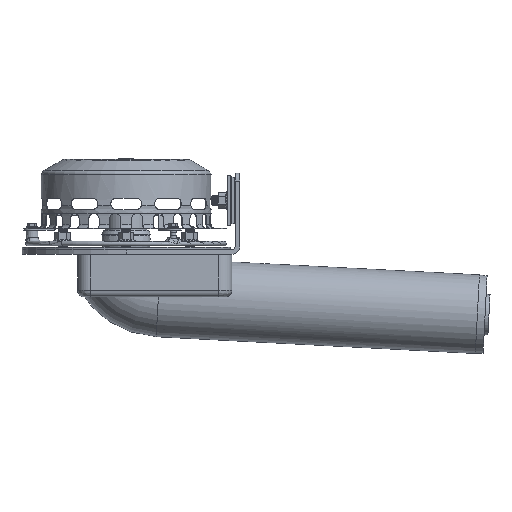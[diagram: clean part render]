
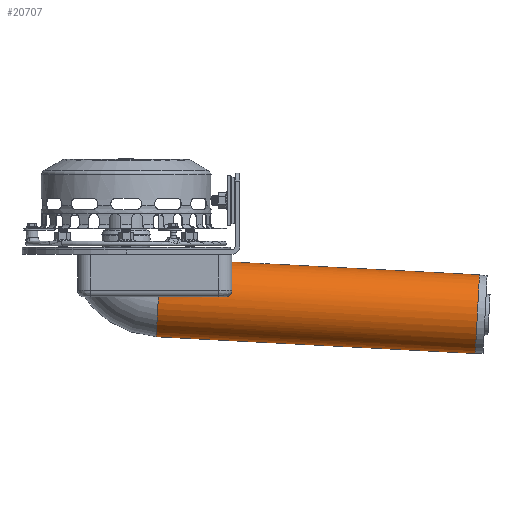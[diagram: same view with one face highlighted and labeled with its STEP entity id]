
A CAD part, front view. The second image highlights one B-rep face of the part: STEP entity #20707.
In plain terms, the highlighted cylindrical face has radius 510 mm (diameter 1020 mm), a full revolution.
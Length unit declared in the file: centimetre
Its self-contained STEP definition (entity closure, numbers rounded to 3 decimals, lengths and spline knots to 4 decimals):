
#838=B_SPLINE_CURVE_WITH_KNOTS('',3,(#45229,#45230,#45231,#45232,#45233,
#45234,#45235,#45236,#45237,#45238,#45239,#45240,#45241,#45242,#45243,#45244,
#45245,#45246,#45247,#45248),.UNSPECIFIED.,.F.,.F.,(4,2,2,2,2,2,2,2,2,4),
(0.4412,1.5981,3.1963,4.7944,6.3926,
8.0318,9.671,11.3102,12.9495,13.4084),
 .UNSPECIFIED.);
#840=B_SPLINE_CURVE_WITH_KNOTS('',3,(#45274,#45275,#45276,#45277,#45278,
#45279,#45280,#45281,#45282,#45283,#45284,#45285,#45286,#45287,#45288,#45289,
#45290,#45291,#45292,#45293),.UNSPECIFIED.,.F.,.F.,(4,2,2,2,2,2,2,2,2,4),
(-13.4084,-12.9495,-11.3102,-9.671,
-8.0318,-6.3926,-4.7944,-3.1963,
-1.5981,-0.4412),.UNSPECIFIED.);
#864=ELLIPSE('',#23357,51.07,51.);
#867=ELLIPSE('',#23363,974.4735,51.);
#868=ELLIPSE('',#23364,974.4735,51.);
#1415=CYLINDRICAL_SURFACE('',#23372,51.);
#2593=LINE('',#45486,#3788);
#3788=VECTOR('',#29815,51.);
#5456=FACE_OUTER_BOUND('',#6856,.T.);
#6856=EDGE_LOOP('',(#19037,#19038,#19039,#19040,#19041,#19042,#19043,#19044,
#19045,#19046));
#8200=CIRCLE('',#23354,51.);
#8201=CIRCLE('',#23366,51.);
#8202=CIRCLE('',#23367,51.);
#9970=VERTEX_POINT('',#45194);
#9973=VERTEX_POINT('',#45201);
#9974=VERTEX_POINT('',#45203);
#9976=VERTEX_POINT('',#45228);
#9978=VERTEX_POINT('',#45272);
#9981=VERTEX_POINT('',#45385);
#9982=VERTEX_POINT('',#45387);
#9983=VERTEX_POINT('',#45476);
#12986=EDGE_CURVE('',#9970,#9970,#8200,.T.);
#12990=EDGE_CURVE('',#9974,#9973,#864,.T.);
#12993=EDGE_CURVE('',#9976,#9974,#838,.T.);
#12997=EDGE_CURVE('',#9973,#9978,#840,.T.);
#13001=EDGE_CURVE('',#9981,#9976,#867,.T.);
#13003=EDGE_CURVE('',#9978,#9982,#868,.T.);
#13004=EDGE_CURVE('',#9981,#9983,#8201,.T.);
#13005=EDGE_CURVE('',#9983,#9982,#8202,.T.);
#13009=EDGE_CURVE('',#9983,#9970,#2593,.T.);
#19037=ORIENTED_EDGE('',*,*,#13001,.T.);
#19038=ORIENTED_EDGE('',*,*,#12993,.T.);
#19039=ORIENTED_EDGE('',*,*,#12990,.T.);
#19040=ORIENTED_EDGE('',*,*,#12997,.T.);
#19041=ORIENTED_EDGE('',*,*,#13003,.T.);
#19042=ORIENTED_EDGE('',*,*,#13005,.F.);
#19043=ORIENTED_EDGE('',*,*,#13009,.T.);
#19044=ORIENTED_EDGE('',*,*,#12986,.T.);
#19045=ORIENTED_EDGE('',*,*,#13009,.F.);
#19046=ORIENTED_EDGE('',*,*,#13004,.F.);
#20707=ADVANCED_FACE('',(#5456),#1415,.T.);
#23354=AXIS2_PLACEMENT_3D('',#45195,#29771,#29772);
#23357=AXIS2_PLACEMENT_3D('',#45204,#29779,#29780);
#23363=AXIS2_PLACEMENT_3D('',#45386,#29794,#29795);
#23364=AXIS2_PLACEMENT_3D('',#45474,#29796,#29797);
#23366=AXIS2_PLACEMENT_3D('',#45477,#29800,#29801);
#23367=AXIS2_PLACEMENT_3D('',#45478,#29802,#29803);
#23372=AXIS2_PLACEMENT_3D('',#45485,#29813,#29814);
#29771=DIRECTION('center_axis',(-0.999,0.,
0.052));
#29772=DIRECTION('ref_axis',(0.052,0.,0.999));
#29779=DIRECTION('center_axis',(1.,0.,0.));
#29780=DIRECTION('ref_axis',(0.,0.,
-1.));
#29794=DIRECTION('center_axis',(0.,0.,
-1.));
#29795=DIRECTION('ref_axis',(-1.,0.,0.));
#29796=DIRECTION('center_axis',(0.,0.,
-1.));
#29797=DIRECTION('ref_axis',(-1.,0.,0.));
#29800=DIRECTION('center_axis',(-0.999,0.,
0.052));
#29801=DIRECTION('ref_axis',(-0.052,0.,
-0.999));
#29802=DIRECTION('center_axis',(-0.999,0.,
0.052));
#29803=DIRECTION('ref_axis',(-0.052,0.,
-0.999));
#29813=DIRECTION('center_axis',(-0.999,0.,
0.052));
#29814=DIRECTION('ref_axis',(0.052,0.,0.999));
#29815=DIRECTION('',(0.999,0.,-0.052));
#45194=CARTESIAN_POINT('',(1888.4184,170.9,-69.6503));
#45195=CARTESIAN_POINT('Origin',(1891.0876,170.9,-18.7202));
#45201=CARTESIAN_POINT('',(1573.0659,121.9283,12.2059));
#45203=CARTESIAN_POINT('',(1573.0659,219.8717,12.2059));
#45204=CARTESIAN_POINT('Origin',(1573.0659,170.9,-2.0534));
#45228=CARTESIAN_POINT('',(1564.5659,221.6232,3.7059));
#45229=CARTESIAN_POINT('Ctrl Pts',(1564.5659,221.6232,3.7059));
#45230=CARTESIAN_POINT('Ctrl Pts',(1564.9582,221.621,3.7059));
#45231=CARTESIAN_POINT('Ctrl Pts',(1565.3584,221.616,3.7332));
#45232=CARTESIAN_POINT('Ctrl Pts',(1566.311,221.5961,3.8682));
#45233=CARTESIAN_POINT('Ctrl Pts',(1566.8635,221.5783,4.0028));
#45234=CARTESIAN_POINT('Ctrl Pts',(1567.9289,221.5277,4.379));
#45235=CARTESIAN_POINT('Ctrl Pts',(1568.4427,221.4949,4.621));
#45236=CARTESIAN_POINT('Ctrl Pts',(1569.3989,221.4123,5.1914));
#45237=CARTESIAN_POINT('Ctrl Pts',(1569.8412,221.3626,5.5199));
#45238=CARTESIAN_POINT('Ctrl Pts',(1570.6405,221.246,6.2355));
#45239=CARTESIAN_POINT('Ctrl Pts',(1571.0224,221.1748,6.6485));
#45240=CARTESIAN_POINT('Ctrl Pts',(1571.702,221.0055,7.5533));
#45241=CARTESIAN_POINT('Ctrl Pts',(1571.9998,220.9071,8.045));
#45242=CARTESIAN_POINT('Ctrl Pts',(1572.4881,220.6845,9.0733));
#45243=CARTESIAN_POINT('Ctrl Pts',(1572.6792,220.5599,9.6108));
#45244=CARTESIAN_POINT('Ctrl Pts',(1572.9486,220.2911,10.6919));
#45245=CARTESIAN_POINT('Ctrl Pts',(1573.0268,220.1467,11.2357));
#45246=CARTESIAN_POINT('Ctrl Pts',(1573.062,219.9575,11.9081));
#45247=CARTESIAN_POINT('Ctrl Pts',(1573.0659,219.9151,12.0565));
#45248=CARTESIAN_POINT('Ctrl Pts',(1573.0659,219.8717,12.2059));
#45272=CARTESIAN_POINT('',(1564.5659,120.1768,3.7059));
#45274=CARTESIAN_POINT('Ctrl Pts',(1573.0659,121.9283,12.2059));
#45275=CARTESIAN_POINT('Ctrl Pts',(1573.0659,121.8849,12.0565));
#45276=CARTESIAN_POINT('Ctrl Pts',(1573.062,121.8425,11.9081));
#45277=CARTESIAN_POINT('Ctrl Pts',(1573.0268,121.6533,11.2357));
#45278=CARTESIAN_POINT('Ctrl Pts',(1572.9486,121.509,10.6919));
#45279=CARTESIAN_POINT('Ctrl Pts',(1572.6792,121.2401,9.6108));
#45280=CARTESIAN_POINT('Ctrl Pts',(1572.4881,121.1155,9.0733));
#45281=CARTESIAN_POINT('Ctrl Pts',(1571.9998,120.8929,8.045));
#45282=CARTESIAN_POINT('Ctrl Pts',(1571.702,120.7945,7.5533));
#45283=CARTESIAN_POINT('Ctrl Pts',(1571.0224,120.6252,6.6485));
#45284=CARTESIAN_POINT('Ctrl Pts',(1570.6405,120.554,6.2355));
#45285=CARTESIAN_POINT('Ctrl Pts',(1569.8412,120.4374,5.5199));
#45286=CARTESIAN_POINT('Ctrl Pts',(1569.3989,120.3877,5.1914));
#45287=CARTESIAN_POINT('Ctrl Pts',(1568.4427,120.3051,4.621));
#45288=CARTESIAN_POINT('Ctrl Pts',(1567.9289,120.2723,4.379));
#45289=CARTESIAN_POINT('Ctrl Pts',(1566.8635,120.2217,4.0028));
#45290=CARTESIAN_POINT('Ctrl Pts',(1566.311,120.2039,3.8682));
#45291=CARTESIAN_POINT('Ctrl Pts',(1565.3584,120.184,3.7332));
#45292=CARTESIAN_POINT('Ctrl Pts',(1564.9582,120.179,3.7059));
#45293=CARTESIAN_POINT('Ctrl Pts',(1564.5659,120.1768,3.7059));
#45385=CARTESIAN_POINT('',(1477.7062,221.8943,3.7059));
#45386=CARTESIAN_POINT('Origin',(1463.1734,170.9,3.7059));
#45387=CARTESIAN_POINT('',(1477.7062,119.9057,3.7059));
#45474=CARTESIAN_POINT('Origin',(1463.1734,170.9,3.7059));
#45476=CARTESIAN_POINT('',(1474.9973,170.9,-47.9838));
#45477=CARTESIAN_POINT('Origin',(1477.6664,170.9,2.9463));
#45478=CARTESIAN_POINT('Origin',(1477.6664,170.9,2.9463));
#45485=CARTESIAN_POINT('Origin',(1873.591,170.9,-17.8032));
#45486=CARTESIAN_POINT('',(1870.9218,170.9,-68.7333));
